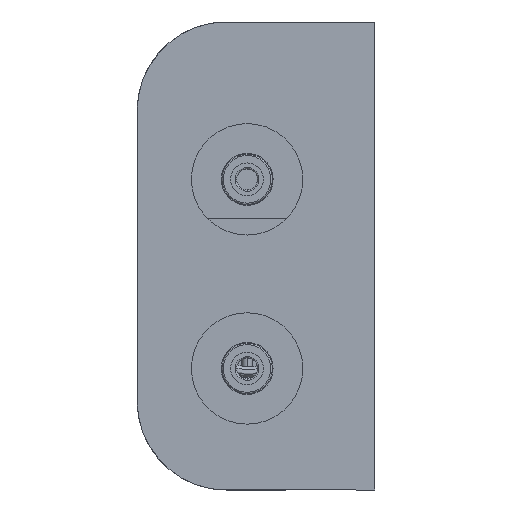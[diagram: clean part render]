
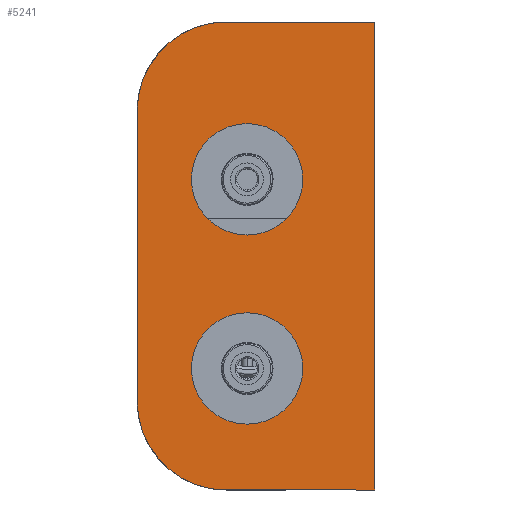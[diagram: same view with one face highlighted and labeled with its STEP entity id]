
A CAD part, left-side view. The second image highlights one B-rep face of the part: STEP entity #5241.
In plain terms, the highlighted planar face has unit normal (-1, 0, 0).
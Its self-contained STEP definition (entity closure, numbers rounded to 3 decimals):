
#115 = EDGE_CURVE ( 'NONE', #6931, #4385, #6130, .T. ) ;
#236 = DIRECTION ( 'NONE',  ( 0., 0., 1. ) ) ;
#256 = LINE ( 'NONE', #2011, #2024 ) ;
#436 = FACE_OUTER_BOUND ( 'NONE', #8586, .T. ) ;
#876 = ORIENTED_EDGE ( 'NONE', *, *, #115, .F. ) ;
#882 = DIRECTION ( 'NONE',  ( 0., 1., 0. ) ) ;
#946 = CARTESIAN_POINT ( 'NONE',  ( -28.905, 8.6, -11.32 ) ) ;
#1095 = VERTEX_POINT ( 'NONE', #9520 ) ;
#1174 = CARTESIAN_POINT ( 'NONE',  ( -28.905, 10., 9.75 ) ) ;
#1366 = AXIS2_PLACEMENT_3D ( 'NONE', #8551, #10603, #6554 ) ;
#1455 = VERTEX_POINT ( 'NONE', #11055 ) ;
#1664 = ORIENTED_EDGE ( 'NONE', *, *, #10899, .F. ) ;
#1987 = CARTESIAN_POINT ( 'NONE',  ( -28.905, 0., 15.75 ) ) ;
#2011 = CARTESIAN_POINT ( 'NONE',  ( -28.905, 0., -15.75 ) ) ;
#2024 = VECTOR ( 'NONE', #882, 1000. ) ;
#2455 = AXIS2_PLACEMENT_3D ( 'NONE', #2576, #9650, #12492 ) ;
#2537 = CARTESIAN_POINT ( 'NONE',  ( -28.905, 16., 9.75 ) ) ;
#2576 = CARTESIAN_POINT ( 'NONE',  ( -28.905, 10., 9.75 ) ) ;
#2701 = FACE_BOUND ( 'NONE', #10699, .T. ) ;
#2962 = DIRECTION ( 'NONE',  ( 0., 0., 1. ) ) ;
#3046 = CARTESIAN_POINT ( 'NONE',  ( -28.905, 16., 9.75 ) ) ;
#3093 = VECTOR ( 'NONE', #9026, 1000. ) ;
#3202 = EDGE_LOOP ( 'NONE', ( #12623, #9296 ) ) ;
#3509 = CARTESIAN_POINT ( 'NONE',  ( -28.905, 10., -9.75 ) ) ;
#3702 = CIRCLE ( 'NONE', #10797, 6. ) ;
#3788 = CARTESIAN_POINT ( 'NONE',  ( -28.905, 0., 15.75 ) ) ;
#3872 = EDGE_CURVE ( 'NONE', #8163, #6673, #8455, .T. ) ;
#4082 = DIRECTION ( 'NONE',  ( -1., 0., 0. ) ) ;
#4250 = DIRECTION ( 'NONE',  ( 0., 0., 1. ) ) ;
#4348 = CIRCLE ( 'NONE', #1366, 3.75 ) ;
#4385 = VERTEX_POINT ( 'NONE', #2537 ) ;
#4542 = ORIENTED_EDGE ( 'NONE', *, *, #10977, .F. ) ;
#4941 = CARTESIAN_POINT ( 'NONE',  ( -28.905, 10., -15.75 ) ) ;
#4969 = CARTESIAN_POINT ( 'NONE',  ( -28.905, 8.6, 5.16 ) ) ;
#5088 = CARTESIAN_POINT ( 'NONE',  ( -28.905, 0., 15.75 ) ) ;
#5108 = CIRCLE ( 'NONE', #6532, 3.75 ) ;
#5118 = DIRECTION ( 'NONE',  ( 0., 0., 1. ) ) ;
#5241 = ADVANCED_FACE ( 'NONE', ( #2701, #9492, #436 ), #8621, .T. ) ;
#5261 = DIRECTION ( 'NONE',  ( -1., 0., 0. ) ) ;
#5497 = VERTEX_POINT ( 'NONE', #4941 ) ;
#5512 = VERTEX_POINT ( 'NONE', #6921 ) ;
#5566 = CIRCLE ( 'NONE', #7306, 3.75 ) ;
#5586 = CARTESIAN_POINT ( 'NONE',  ( -28.905, 0., -15.75 ) ) ;
#5597 = ORIENTED_EDGE ( 'NONE', *, *, #9763, .F. ) ;
#5948 = EDGE_CURVE ( 'NONE', #5497, #6931, #8835, .T. ) ;
#6130 = LINE ( 'NONE', #3046, #10110 ) ;
#6299 = EDGE_CURVE ( 'NONE', #6673, #5497, #256, .T. ) ;
#6532 = AXIS2_PLACEMENT_3D ( 'NONE', #11333, #5261, #236 ) ;
#6554 = DIRECTION ( 'NONE',  ( 0., 0., 1. ) ) ;
#6673 = VERTEX_POINT ( 'NONE', #5586 ) ;
#6921 = CARTESIAN_POINT ( 'NONE',  ( -28.905, 8.6, 8.91 ) ) ;
#6931 = VERTEX_POINT ( 'NONE', #11163 ) ;
#6985 = CIRCLE ( 'NONE', #11897, 3.75 ) ;
#7306 = AXIS2_PLACEMENT_3D ( 'NONE', #4969, #8996, #2962 ) ;
#7749 = EDGE_CURVE ( 'NONE', #1455, #8163, #10707, .T. ) ;
#7770 = AXIS2_PLACEMENT_3D ( 'NONE', #3509, #9634, #8648 ) ;
#7793 = VERTEX_POINT ( 'NONE', #13055 ) ;
#8145 = DIRECTION ( 'NONE',  ( 0., 0., 1. ) ) ;
#8163 = VERTEX_POINT ( 'NONE', #3788 ) ;
#8171 = DIRECTION ( 'NONE',  ( 1., 0., 0. ) ) ;
#8455 = LINE ( 'NONE', #5088, #3093 ) ;
#8551 = CARTESIAN_POINT ( 'NONE',  ( -28.905, 8.6, -7.57 ) ) ;
#8586 = EDGE_LOOP ( 'NONE', ( #10920, #4542, #876, #9994, #11756, #10658 ) ) ;
#8621 = PLANE ( 'NONE',  #2455 ) ;
#8648 = DIRECTION ( 'NONE',  ( 0., 0., 1. ) ) ;
#8835 = CIRCLE ( 'NONE', #7770, 6. ) ;
#8996 = DIRECTION ( 'NONE',  ( -1., 0., 0. ) ) ;
#9026 = DIRECTION ( 'NONE',  ( 0., 0., -1. ) ) ;
#9197 = CARTESIAN_POINT ( 'NONE',  ( -28.905, 8.6, -7.57 ) ) ;
#9296 = ORIENTED_EDGE ( 'NONE', *, *, #11534, .F. ) ;
#9492 = FACE_BOUND ( 'NONE', #3202, .T. ) ;
#9520 = CARTESIAN_POINT ( 'NONE',  ( -28.905, 8.6, -3.82 ) ) ;
#9634 = DIRECTION ( 'NONE',  ( 1., 0., 0. ) ) ;
#9650 = DIRECTION ( 'NONE',  ( -1., 0., 0. ) ) ;
#9763 = EDGE_CURVE ( 'NONE', #12245, #1095, #4348, .T. ) ;
#9994 = ORIENTED_EDGE ( 'NONE', *, *, #5948, .F. ) ;
#10095 = DIRECTION ( 'NONE',  ( 0., -1., 0. ) ) ;
#10110 = VECTOR ( 'NONE', #8145, 1000. ) ;
#10329 = EDGE_CURVE ( 'NONE', #5512, #7793, #5108, .T. ) ;
#10603 = DIRECTION ( 'NONE',  ( -1., 0., 0. ) ) ;
#10658 = ORIENTED_EDGE ( 'NONE', *, *, #3872, .F. ) ;
#10699 = EDGE_LOOP ( 'NONE', ( #1664, #5597 ) ) ;
#10707 = LINE ( 'NONE', #1987, #11966 ) ;
#10797 = AXIS2_PLACEMENT_3D ( 'NONE', #1174, #8171, #4250 ) ;
#10899 = EDGE_CURVE ( 'NONE', #1095, #12245, #6985, .T. ) ;
#10920 = ORIENTED_EDGE ( 'NONE', *, *, #7749, .F. ) ;
#10977 = EDGE_CURVE ( 'NONE', #4385, #1455, #3702, .T. ) ;
#11055 = CARTESIAN_POINT ( 'NONE',  ( -28.905, 10., 15.75 ) ) ;
#11163 = CARTESIAN_POINT ( 'NONE',  ( -28.905, 16., -9.75 ) ) ;
#11333 = CARTESIAN_POINT ( 'NONE',  ( -28.905, 8.6, 5.16 ) ) ;
#11534 = EDGE_CURVE ( 'NONE', #7793, #5512, #5566, .T. ) ;
#11756 = ORIENTED_EDGE ( 'NONE', *, *, #6299, .F. ) ;
#11897 = AXIS2_PLACEMENT_3D ( 'NONE', #9197, #4082, #5118 ) ;
#11966 = VECTOR ( 'NONE', #10095, 1000. ) ;
#12245 = VERTEX_POINT ( 'NONE', #946 ) ;
#12492 = DIRECTION ( 'NONE',  ( 0., 0., 1. ) ) ;
#12623 = ORIENTED_EDGE ( 'NONE', *, *, #10329, .F. ) ;
#13055 = CARTESIAN_POINT ( 'NONE',  ( -28.905, 8.6, 1.41 ) ) ;
